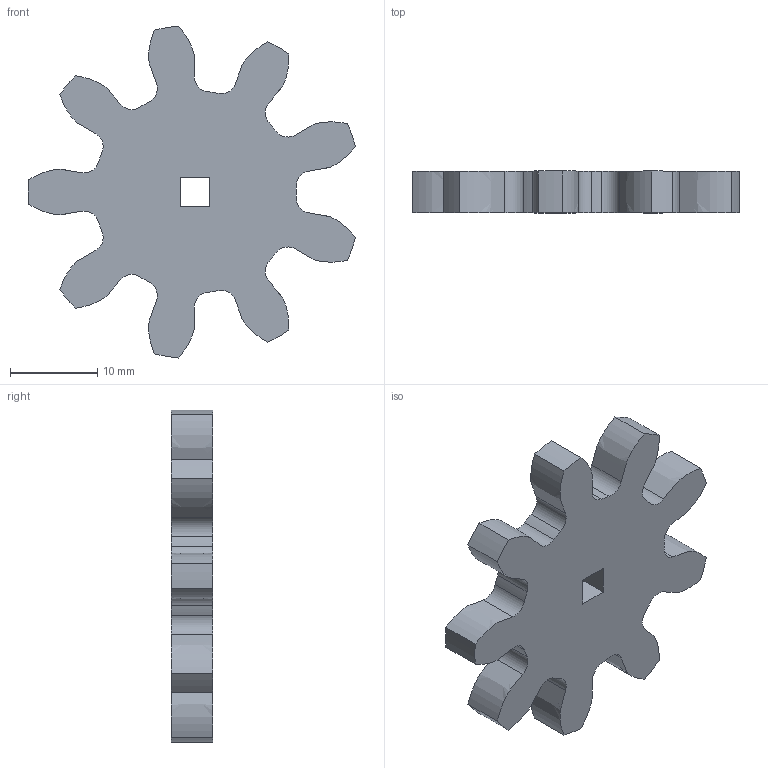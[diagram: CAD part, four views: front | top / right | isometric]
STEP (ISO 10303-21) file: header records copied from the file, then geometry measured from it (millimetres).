
FILE_DESCRIPTION(/* description */ (''),/* implementation_level */ '2;1');
FILE_NAME(/* name */ 'Spur gear (9 teeth).step',/* time_stamp */ '2024-06-27T21:55:58-05:00',/* author */ (''),/* organization */ (''),/* preprocessor_version */ 'ST-DEVELOPER v20',/* originating_system */ 'Autodesk Translation Framework v13.14.0.145',/* authorisation */ '');
FILE_SCHEMA (('AUTOMOTIVE_DESIGN { 1 0 10303 214 3 1 1 }'));
Length unit declared in the file: metre
Products named in the file (1): Spur gear (9 teeth)
Bounding box: 37.57 x 4.76 x 38.1 mm (x, y, z)
Volume: 3460.1 mm3; surface area: 2445.3 mm2
Topology: 1 solids, 1 shells, 60 faces, 174 edges, 116 vertices
Faces by surface type: cylinder 36, bspline 18, plane 6
Entity records: 4034 total; most frequent: CARTESIAN_POINT 2457, ORIENTED_EDGE 348, DIRECTION 296, EDGE_CURVE 174, VERTEX_POINT 116, AXIS2_PLACEMENT_3D 115, CIRCLE 72, LINE 66
